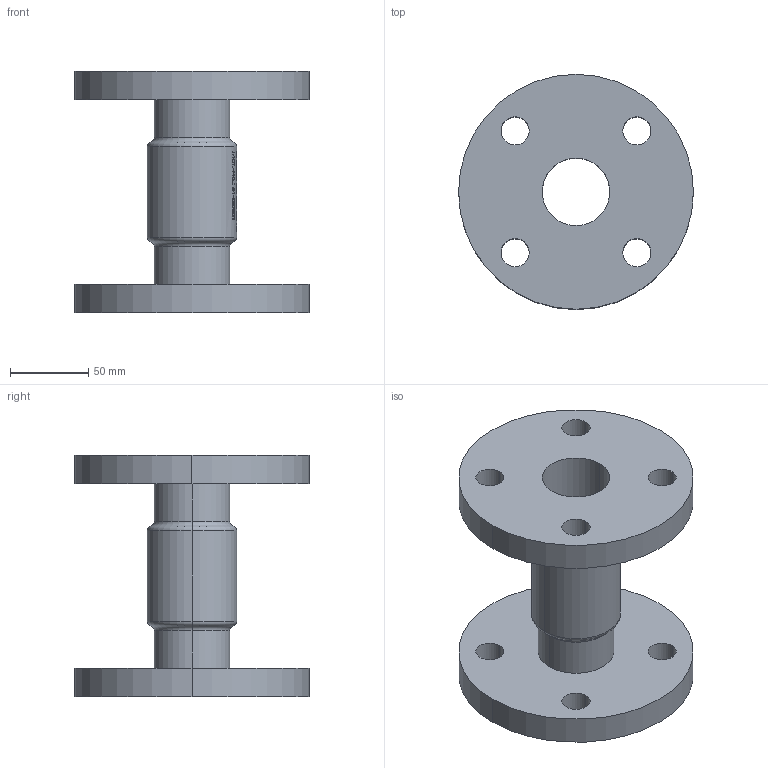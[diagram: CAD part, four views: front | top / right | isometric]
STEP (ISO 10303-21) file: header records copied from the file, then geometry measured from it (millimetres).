
FILE_DESCRIPTION (( 'STEP AP214' ), '1' );
FILE_NAME ('7120000_DN040_PN40_51420301.STEP', '2022-02-11T07:32:45', ( 'axxx' ), ( 'Hewlett-Packard Company' ), 'SwSTEP 2.0', 'SolidWorks 2019', '' );
FILE_SCHEMA (( 'AUTOMOTIVE_DESIGN' ));
Length unit declared in the file: millimetre
Products named in the file (1): 7120000_DN040_PN40_51420301
Bounding box: 150 x 150 x 154 mm (x, y, z)
Volume: 636389.2 mm3; surface area: 128449.5 mm2
Topology: 1 solids, 1 shells, 524 faces, 1356 edges, 900 vertices
Faces by surface type: plane 249, bspline 217, cylinder 50, torus 8
Entity records: 28695 total; most frequent: CARTESIAN_POINT 17288, ORIENTED_EDGE 2712, DIRECTION 1633, EDGE_CURVE 1356, VERTEX_POINT 900, VECTOR 745, LINE 745, EDGE_LOOP 608
